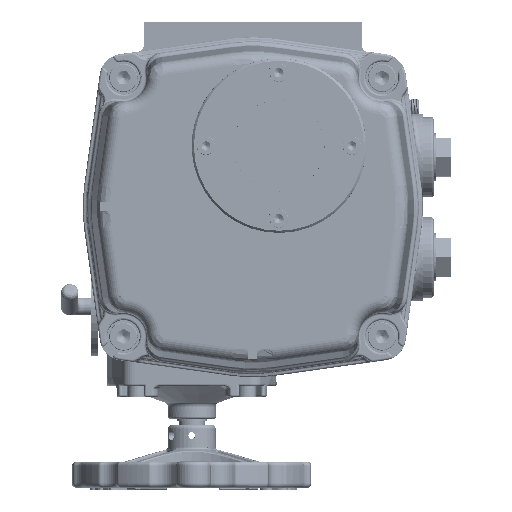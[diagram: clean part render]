
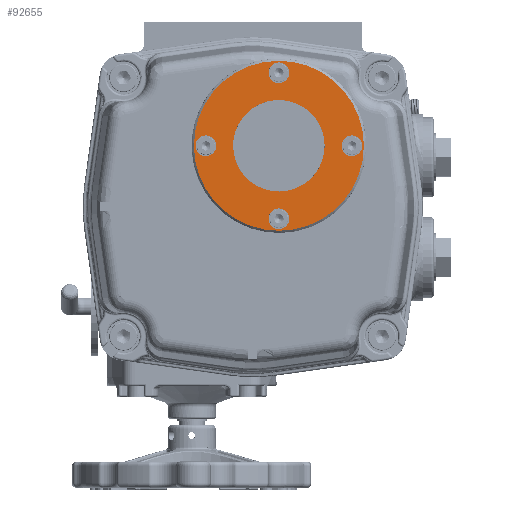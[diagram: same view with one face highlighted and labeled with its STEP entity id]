
A CAD part, top view. The second image highlights one B-rep face of the part: STEP entity #92655.
In plain terms, the highlighted planar face has unit normal (0, 0, 1).
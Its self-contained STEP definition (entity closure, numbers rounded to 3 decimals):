
#9443=FACE_BOUND('',#25642,.T.);
#9444=FACE_BOUND('',#25643,.T.);
#9445=FACE_BOUND('',#25644,.T.);
#9446=FACE_BOUND('',#25645,.T.);
#9447=FACE_BOUND('',#25646,.T.);
#10781=CIRCLE('',#98179,4.75);
#10782=CIRCLE('',#98181,39.);
#10783=CIRCLE('',#98182,21.);
#10784=CIRCLE('',#98183,4.75);
#10785=CIRCLE('',#98184,4.75);
#10786=CIRCLE('',#98185,4.75);
#20915=FACE_OUTER_BOUND('',#25641,.T.);
#25641=EDGE_LOOP('',(#75672));
#25642=EDGE_LOOP('',(#75673));
#25643=EDGE_LOOP('',(#75674));
#25644=EDGE_LOOP('',(#75675));
#25645=EDGE_LOOP('',(#75676));
#25646=EDGE_LOOP('',(#75677));
#42049=VERTEX_POINT('',#163509);
#42050=VERTEX_POINT('',#163512);
#42051=VERTEX_POINT('',#163514);
#42052=VERTEX_POINT('',#163516);
#42053=VERTEX_POINT('',#163518);
#42054=VERTEX_POINT('',#163520);
#57336=EDGE_CURVE('',#42049,#42049,#10781,.T.);
#57337=EDGE_CURVE('',#42050,#42050,#10782,.T.);
#57338=EDGE_CURVE('',#42051,#42051,#10783,.T.);
#57339=EDGE_CURVE('',#42052,#42052,#10784,.T.);
#57340=EDGE_CURVE('',#42053,#42053,#10785,.T.);
#57341=EDGE_CURVE('',#42054,#42054,#10786,.T.);
#75672=ORIENTED_EDGE('',*,*,#57337,.T.);
#75673=ORIENTED_EDGE('',*,*,#57336,.F.);
#75674=ORIENTED_EDGE('',*,*,#57338,.F.);
#75675=ORIENTED_EDGE('',*,*,#57339,.F.);
#75676=ORIENTED_EDGE('',*,*,#57340,.F.);
#75677=ORIENTED_EDGE('',*,*,#57341,.F.);
#91041=PLANE('',#98180);
#92655=ADVANCED_FACE('',(#20915,#9443,#9444,#9445,#9446,#9447),#91041,.T.);
#98179=AXIS2_PLACEMENT_3D('',#163510,#112496,#112497);
#98180=AXIS2_PLACEMENT_3D('',#163511,#112498,#112499);
#98181=AXIS2_PLACEMENT_3D('',#163513,#112500,#112501);
#98182=AXIS2_PLACEMENT_3D('',#163515,#112502,#112503);
#98183=AXIS2_PLACEMENT_3D('',#163517,#112504,#112505);
#98184=AXIS2_PLACEMENT_3D('',#163519,#112506,#112507);
#98185=AXIS2_PLACEMENT_3D('',#163521,#112508,#112509);
#112496=DIRECTION('center_axis',(0.,0.,1.));
#112497=DIRECTION('ref_axis',(-1.,0.,0.));
#112498=DIRECTION('center_axis',(0.,0.,1.));
#112499=DIRECTION('ref_axis',(1.,0.,0.));
#112500=DIRECTION('center_axis',(0.,0.,
1.));
#112501=DIRECTION('ref_axis',(-1.,0.,0.));
#112502=DIRECTION('center_axis',(0.,0.,1.));
#112503=DIRECTION('ref_axis',(1.,0.,0.));
#112504=DIRECTION('center_axis',(0.,0.,1.));
#112505=DIRECTION('ref_axis',(0.,-1.,0.));
#112506=DIRECTION('center_axis',(0.,0.,1.));
#112507=DIRECTION('ref_axis',(1.,0.,0.));
#112508=DIRECTION('center_axis',(0.,0.,1.));
#112509=DIRECTION('ref_axis',(0.,1.,0.));
#163509=CARTESIAN_POINT('',(7.25,61.5,-54.08));
#163510=CARTESIAN_POINT('Origin',(12.,61.5,-54.08));
#163511=CARTESIAN_POINT('Origin',(12.,28.,-54.08));
#163512=CARTESIAN_POINT('',(45.877,8.677,-54.08));
#163513=CARTESIAN_POINT('Origin',(12.,28.,-54.08));
#163514=CARTESIAN_POINT('',(33.,28.,-54.08));
#163515=CARTESIAN_POINT('Origin',(12.,28.,-54.08));
#163516=CARTESIAN_POINT('',(-21.5,23.25,-54.08));
#163517=CARTESIAN_POINT('Origin',(-21.5,28.,-54.08));
#163518=CARTESIAN_POINT('',(16.75,-5.5,-54.08));
#163519=CARTESIAN_POINT('Origin',(12.,-5.5,-54.08));
#163520=CARTESIAN_POINT('',(45.5,32.75,-54.08));
#163521=CARTESIAN_POINT('Origin',(45.5,28.,-54.08));
